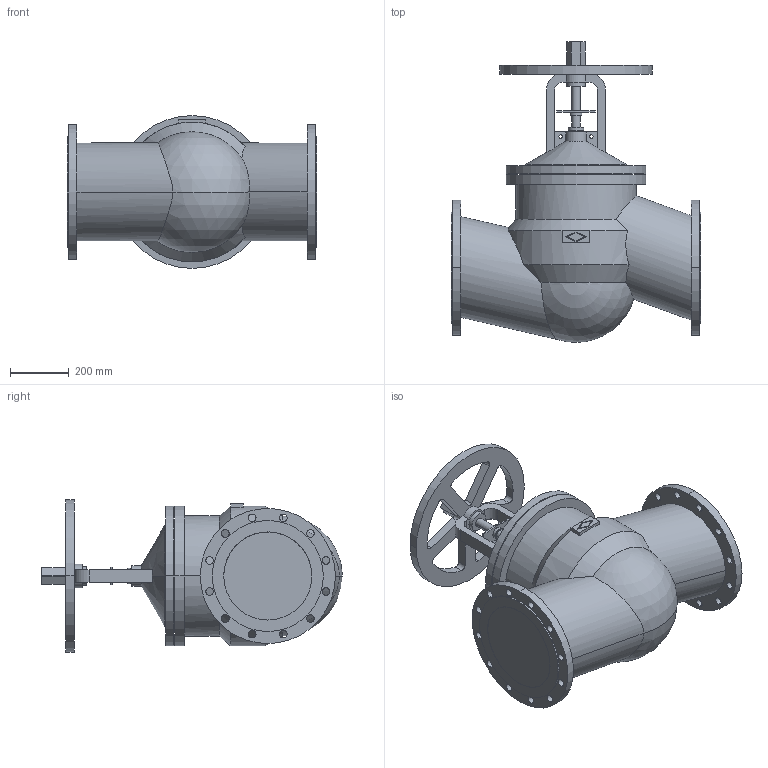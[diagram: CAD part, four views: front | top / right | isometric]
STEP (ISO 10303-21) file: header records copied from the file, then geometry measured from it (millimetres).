
FILE_DESCRIPTION(('CoCreate Modeling STEP Export'),'2;1');
FILE_NAME('c000004486.stp','2011-10-12T 9:44:36',(''),(''),'CoCreate Modeling STEP processor for AP214 (Solid Model)','CoCreate Modeling 17.0 01-Apr-2010 (C) Parametric Technology GmbH','');
FILE_SCHEMA(('AUTOMOTIVE_DESIGN { 1 0 10303 214 1 1 1 1 }'));
Length unit declared in the file: millimetre
Products named in the file (1): 1
Bounding box: 850 x 1023.67 x 520 mm (x, y, z)
Volume: 134722865.8 mm3; surface area: 2604893 mm2
Topology: 1 solids, 1 shells, 223 faces, 609 edges, 403 vertices
Faces by surface type: cylinder 138, plane 75, cone 6, sphere 2, torus 2
Entity records: 8604 total; most frequent: CARTESIAN_POINT 1461, ORIENTED_EDGE 1214, DIRECTION 991, EDGE_CURVE 607, VERTEX_POINT 403, AXIS2_PLACEMENT_3D 356, EDGE_LOOP 306, VECTOR 279
